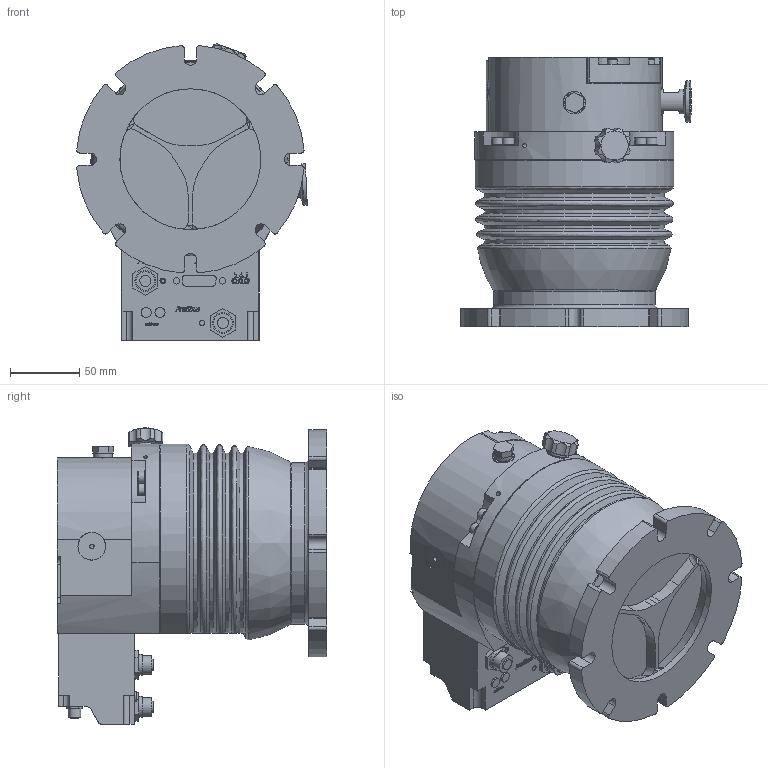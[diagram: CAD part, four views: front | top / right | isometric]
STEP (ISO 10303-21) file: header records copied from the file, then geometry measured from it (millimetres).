
FILE_DESCRIPTION((''),'2;1');
FILE_NAME('PM902182.stp','2008-10-29T15:32:22',('hofmann-b'),(''),'Autodesk Inventor 11','Autodesk Inventor 11','');
FILE_SCHEMA(('AUTOMOTIVE_DESIGN { 1 0 10303 214 1 1 1 1 }'));
Length unit declared in the file: millimetre
Products named in the file (1): PM902182
Bounding box: 166.81 x 195 x 214.37 mm (x, y, z)
Volume: 2906761.7 mm3; surface area: 322866.9 mm2
Topology: 1 solids, 45 shells, 1904 faces, 4833 edges, 3185 vertices
Faces by surface type: plane 961, bspline 514, cylinder 320, cone 70, torus 39
Full cylindrical faces by diameter (mm): 0.5 x2, 1 x6, 1.5 x2, 3 x6, 3.242 x2, 3.3 x4, 3.6 x1, 4 x3, 4.134 x8, 4.5 x2, 5 x8, 5.4 x8, 5.5 x14, 5.8 x4, 6.647 x5, 7 x2, 7.2 x3, 7.23 x1, 7.3 x2, 8 x2, 8.1 x2, 8.5 x8, 8.566 x2, 9 x12, 10 x6, 11 x1, 13 x1, 13.5 x3, 13.8 x2, 15 x2
Entity records: 61953 total; most frequent: CARTESIAN_POINT 21030, ORIENTED_EDGE 8772, DIRECTION 7009, EDGE_CURVE 4386, VERTEX_POINT 3039, VECTOR 2469, LINE 2469, EDGE_LOOP 2429
